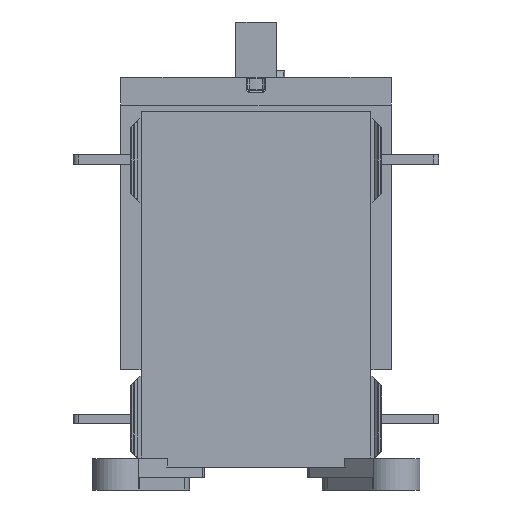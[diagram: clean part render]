
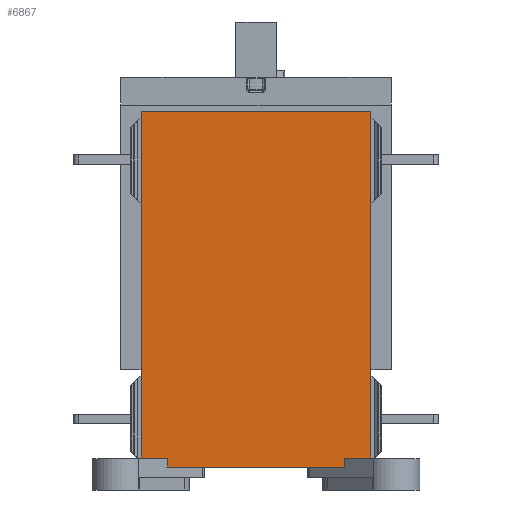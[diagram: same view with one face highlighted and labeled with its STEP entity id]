
A CAD part, left-side view. The second image highlights one B-rep face of the part: STEP entity #6867.
In plain terms, the highlighted planar face has unit normal (-1, 0, 0).
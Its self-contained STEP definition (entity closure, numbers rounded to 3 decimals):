
#662=DIRECTION('',(0.,1.,0.));
#663=VECTOR('',#662,85.);
#664=CARTESIAN_POINT('',(106.003,37.515,139.375));
#665=LINE('',#664,#663);
#666=DIRECTION('',(0.,0.,1.));
#667=VECTOR('',#666,131.3);
#668=CARTESIAN_POINT('',(106.003,122.515,139.375));
#669=LINE('',#668,#667);
#670=DIRECTION('',(0.,-1.,0.));
#671=VECTOR('',#670,85.);
#672=CARTESIAN_POINT('',(106.003,122.515,270.675));
#673=LINE('',#672,#671);
#674=DIRECTION('',(0.,0.,-1.));
#675=VECTOR('',#674,131.3);
#676=CARTESIAN_POINT('',(106.003,37.515,270.675));
#677=LINE('',#676,#675);
#5141=CARTESIAN_POINT('',(106.003,37.515,270.675));
#5143=VERTEX_POINT('',#5141);
#5144=CARTESIAN_POINT('',(106.003,122.515,270.675));
#5145=VERTEX_POINT('',#5144);
#5192=CARTESIAN_POINT('',(106.003,37.515,139.375));
#5193=VERTEX_POINT('',#5192);
#5318=CARTESIAN_POINT('',(106.003,122.515,139.375));
#5319=VERTEX_POINT('',#5318);
#6855=CARTESIAN_POINT('',(106.003,46.015,254.175));
#6856=DIRECTION('',(-1.,0.,0.));
#6857=DIRECTION('',(0.,-1.,0.));
#6858=AXIS2_PLACEMENT_3D('',#6855,#6856,#6857);
#6859=PLANE('',#6858);
#6861=ORIENTED_EDGE('',*,*,#6860,.T.);
#6862=ORIENTED_EDGE('',*,*,#6719,.T.);
#6863=ORIENTED_EDGE('',*,*,#6327,.T.);
#6864=ORIENTED_EDGE('',*,*,#6415,.T.);
#6865=EDGE_LOOP('',(#6861,#6862,#6863,#6864));
#6866=FACE_OUTER_BOUND('',#6865,.F.);
#6327=EDGE_CURVE('',#5145,#5143,#673,.T.);
#6415=EDGE_CURVE('',#5143,#5193,#677,.T.);
#6719=EDGE_CURVE('',#5319,#5145,#669,.T.);
#6860=EDGE_CURVE('',#5193,#5319,#665,.T.);
#6867=ADVANCED_FACE('',(#6866),#6859,.T.);
